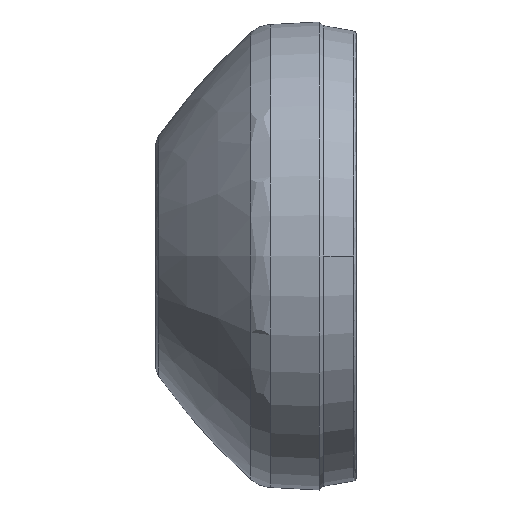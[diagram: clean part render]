
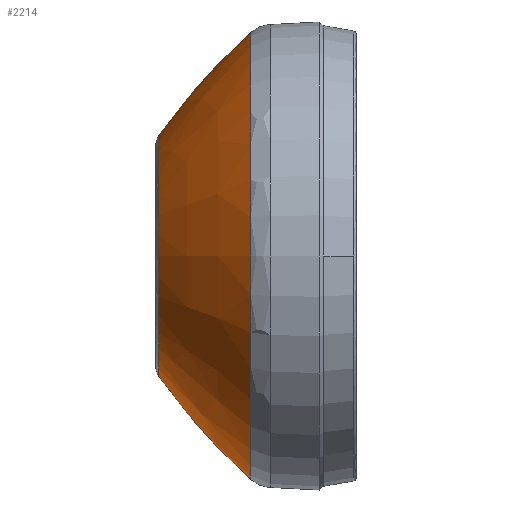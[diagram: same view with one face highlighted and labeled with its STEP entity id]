
A CAD part, left-side view. The second image highlights one B-rep face of the part: STEP entity #2214.
In plain terms, the highlighted free-form (B-spline) face has degree [3, 3] with [4, 4] control points.
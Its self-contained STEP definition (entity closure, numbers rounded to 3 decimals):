
#93 = DIRECTION ( 'NONE',  ( 0., 0., -1. ) ) ;
#189 = CARTESIAN_POINT ( 'NONE',  ( 0., 10.216, 0. ) ) ;
#301 = EDGE_LOOP ( 'NONE', ( #910, #1061, #647, #1988 ) ) ;
#627 = DIRECTION ( 'NONE',  ( 0., 0., -1. ) ) ;
#647 = ORIENTED_EDGE ( 'NONE', *, *, #1482, .T. ) ;
#662 = CARTESIAN_POINT ( 'NONE',  ( 0., 10.216, -7.454 ) ) ;
#663 = CARTESIAN_POINT ( 'NONE',  ( -14.907, 10.216, -7.454 ) ) ;
#666 = CARTESIAN_POINT ( 'NONE',  ( -14.907, 10.216, 7.454 ) ) ;
#670 = CARTESIAN_POINT ( 'NONE',  ( 0., 10.216, 7.454 ) ) ;
#672 = CARTESIAN_POINT ( 'NONE',  ( 0., 8.563, -9.784 ) ) ;
#677 = CARTESIAN_POINT ( 'NONE',  ( -19.568, 8.563, -9.784 ) ) ;
#678 = CARTESIAN_POINT ( 'NONE',  ( -19.568, 8.563, 9.784 ) ) ;
#680 = CARTESIAN_POINT ( 'NONE',  ( 0., 8.563, 9.784 ) ) ;
#682 = CARTESIAN_POINT ( 'NONE',  ( 0., 6.66, -11.915 ) ) ;
#685 = CARTESIAN_POINT ( 'NONE',  ( -23.83, 6.66, -11.915 ) ) ;
#688 = CARTESIAN_POINT ( 'NONE',  ( -23.83, 6.66, 11.915 ) ) ;
#690 = CARTESIAN_POINT ( 'NONE',  ( 0., 6.66, 11.915 ) ) ;
#701 = CARTESIAN_POINT ( 'NONE',  ( 0., 4.53, -13.82 ) ) ;
#705 = CARTESIAN_POINT ( 'NONE',  ( -27.64, 4.53, -13.82 ) ) ;
#709 = CARTESIAN_POINT ( 'NONE',  ( -27.64, 4.53, 13.82 ) ) ;
#726 = CIRCLE ( 'NONE', #1143, 13.82 ) ;
#743 = CARTESIAN_POINT ( 'NONE',  ( 0., 4.53, 13.82 ) ) ;
#850 = CIRCLE ( 'NONE', #1255, 38.204 ) ;
#853 = CARTESIAN_POINT ( 'NONE',  ( 0., -20.944, 14.65 ) ) ;
#866 = CIRCLE ( 'NONE', #1256, 38.204 ) ;
#903 = CARTESIAN_POINT ( 'NONE',  ( 0., -20.944, -14.65 ) ) ;
#910 = ORIENTED_EDGE ( 'NONE', *, *, #2000, .F. ) ;
#1061 = ORIENTED_EDGE ( 'NONE', *, *, #1741, .T. ) ;
#1143 = AXIS2_PLACEMENT_3D ( 'NONE', #2326, #2324, #2320 ) ;
#1191 = FACE_OUTER_BOUND ( 'NONE', #301, .T. ) ;
#1255 = AXIS2_PLACEMENT_3D ( 'NONE', #853, #2382, #627 ) ;
#1256 = AXIS2_PLACEMENT_3D ( 'NONE', #903, #1475, #2403 ) ;
#1287 = CIRCLE ( 'NONE', #1467, 7.454 ) ;
#1377 = VERTEX_POINT ( 'NONE', #2482 ) ;
#1453 = VERTEX_POINT ( 'NONE', #1492 ) ;
#1467 = AXIS2_PLACEMENT_3D ( 'NONE', #189, #2477, #93 ) ;
#1475 = DIRECTION ( 'NONE',  ( -1., 0., 0. ) ) ;
#1482 = EDGE_CURVE ( 'NONE', #1377, #1453, #1287, .T. ) ;
#1492 = CARTESIAN_POINT ( 'NONE',  ( 0., 10.216, -7.454 ) ) ;
#1741 = EDGE_CURVE ( 'NONE', #1835, #1377, #866, .T. ) ;
#1742 = EDGE_CURVE ( 'NONE', #2697, #1453, #850, .T. ) ;
#1835 = VERTEX_POINT ( 'NONE', #2456 ) ;
#1988 = ORIENTED_EDGE ( 'NONE', *, *, #1742, .F. ) ;
#2000 = EDGE_CURVE ( 'NONE', #1835, #2697, #726, .T. ) ;
#2214 = ADVANCED_FACE ( 'NONE', ( #1191 ), #2586, .T. ) ;
#2320 = DIRECTION ( 'NONE',  ( 0., 0., 1. ) ) ;
#2324 = DIRECTION ( 'NONE',  ( 0., -1., 0. ) ) ;
#2326 = CARTESIAN_POINT ( 'NONE',  ( 0., 4.53, 0. ) ) ;
#2382 = DIRECTION ( 'NONE',  ( 1., 0., 0. ) ) ;
#2403 = DIRECTION ( 'NONE',  ( 0., 0., 1. ) ) ;
#2456 = CARTESIAN_POINT ( 'NONE',  ( 0., 4.53, 13.82 ) ) ;
#2477 = DIRECTION ( 'NONE',  ( 0., -1., 0. ) ) ;
#2482 = CARTESIAN_POINT ( 'NONE',  ( 0., 10.216, 7.454 ) ) ;
#2586 =( BOUNDED_SURFACE ( )  B_SPLINE_SURFACE ( 3, 3, ( 
 ( #743, #709, #705, #701 ),
 ( #690, #688, #685, #682 ),
 ( #680, #678, #677, #672 ),
 ( #670, #666, #663, #662 ) ),
 .UNSPECIFIED., .F., .F., .T. ) 
 B_SPLINE_SURFACE_WITH_KNOTS ( ( 4, 4 ),
 ( 4, 4 ),
 ( 0., 1. ),
 ( 0., 1. ),
 .UNSPECIFIED. ) 
 GEOMETRIC_REPRESENTATION_ITEM ( )  RATIONAL_B_SPLINE_SURFACE ( (
 ( 1., 0.333, 0.333, 1.),
 ( 0.996, 0.332, 0.332, 0.996),
 ( 0.996, 0.332, 0.332, 0.996),
 ( 1., 0.333, 0.333, 1.) ) ) 
 REPRESENTATION_ITEM ( '' )  SURFACE ( )  );
#2594 = CARTESIAN_POINT ( 'NONE',  ( 0., 4.53, -13.82 ) ) ;
#2697 = VERTEX_POINT ( 'NONE', #2594 ) ;
